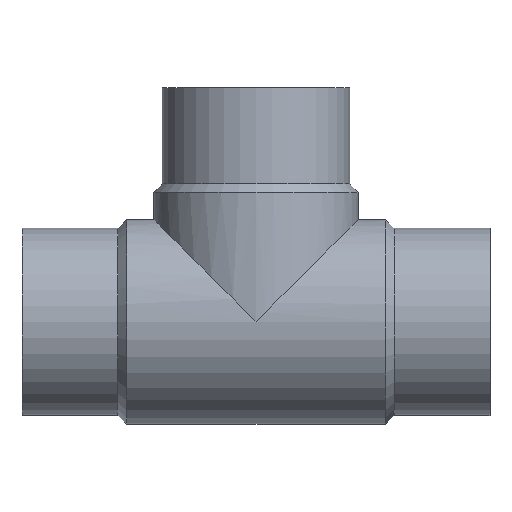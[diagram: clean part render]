
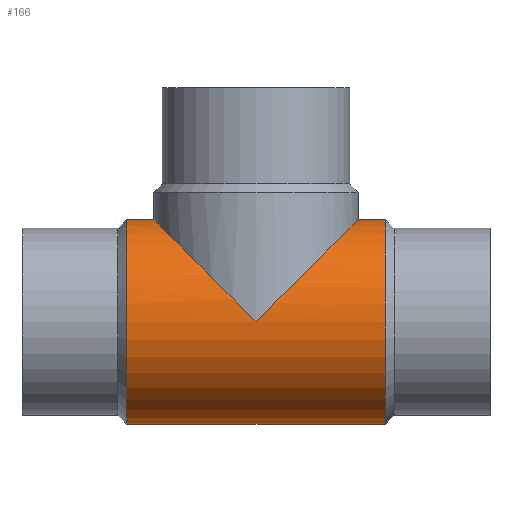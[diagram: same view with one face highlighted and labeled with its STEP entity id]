
A CAD part, top view. The second image highlights one B-rep face of the part: STEP entity #166.
In plain terms, the highlighted cylindrical face has radius 21.85 mm (diameter 43.7 mm), a partial arc.
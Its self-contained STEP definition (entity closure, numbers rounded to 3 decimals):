
#146 = VERTEX_POINT( '', #389 );
#166 = ADVANCED_FACE( '', ( #412 ), #413, .T. );
#168 = VERTEX_POINT( '', #415 );
#198 = VERTEX_POINT( '', #447 );
#214 = EDGE_CURVE( '', #306, #290, #465, .T. );
#224 = EDGE_CURVE( '', #290, #146, #476, .T. );
#226 = EDGE_CURVE( '', #354, #168, #478, .T. );
#240 = VERTEX_POINT( '', #493 );
#252 = EDGE_CURVE( '', #240, #354, #506, .T. );
#262 = EDGE_CURVE( '', #198, #306, #516, .T. );
#290 = VERTEX_POINT( '', #547 );
#306 = VERTEX_POINT( '', #565 );
#326 = EDGE_CURVE( '', #198, #168, #591, .T. );
#334 = EDGE_CURVE( '', #146, #240, #600, .T. );
#354 = VERTEX_POINT( '', #620 );
#389 = CARTESIAN_POINT( '', ( -28.15, 21.85, 0. ) );
#412 = FACE_OUTER_BOUND( '', #678, .T. );
#413 = CYLINDRICAL_SURFACE( '', #679, 21.85 );
#415 = CARTESIAN_POINT( '', ( -77.65, 21.85, 0. ) );
#447 = CARTESIAN_POINT( '', ( -77.65, -21.85, 0. ) );
#465 = CIRCLE( '', #751, 21.85 );
#476 = LINE( '', #766, #767 );
#478 = LINE( '', #770, #771 );
#493 = CARTESIAN_POINT( '', ( -50., 0., 21.85 ) );
#506 = ELLIPSE( '', #809, 30.901, 21.85 );
#516 = LINE( '', #824, #825 );
#547 = CARTESIAN_POINT( '', ( -22.35, 21.85, 0. ) );
#565 = CARTESIAN_POINT( '', ( -22.35, -21.85, 0. ) );
#591 = CIRCLE( '', #912, 21.85 );
#600 = ELLIPSE( '', #924, 30.901, 21.85 );
#620 = CARTESIAN_POINT( '', ( -71.85, 21.85, 0. ) );
#678 = EDGE_LOOP( '', ( #1022, #1023, #1024, #1025, #1026, #1027, #1028 ) );
#679 = AXIS2_PLACEMENT_3D( '', #1029, #1030, #1031 );
#751 = AXIS2_PLACEMENT_3D( '', #1088, #1089, #1090 );
#766 = CARTESIAN_POINT( '', ( -50., 21.85, 0. ) );
#767 = VECTOR( '', #1103, 1. );
#770 = CARTESIAN_POINT( '', ( -50., 21.85, 0. ) );
#771 = VECTOR( '', #1104, 1. );
#809 = AXIS2_PLACEMENT_3D( '', #1134, #1135, #1136 );
#824 = CARTESIAN_POINT( '', ( -50., -21.85, 0. ) );
#825 = VECTOR( '', #1144, 1. );
#912 = AXIS2_PLACEMENT_3D( '', #1244, #1245, #1246 );
#924 = AXIS2_PLACEMENT_3D( '', #1256, #1257, #1258 );
#1022 = ORIENTED_EDGE( '', *, *, #224, .T. );
#1023 = ORIENTED_EDGE( '', *, *, #334, .T. );
#1024 = ORIENTED_EDGE( '', *, *, #252, .T. );
#1025 = ORIENTED_EDGE( '', *, *, #226, .T. );
#1026 = ORIENTED_EDGE( '', *, *, #326, .F. );
#1027 = ORIENTED_EDGE( '', *, *, #262, .T. );
#1028 = ORIENTED_EDGE( '', *, *, #214, .T. );
#1029 = CARTESIAN_POINT( '', ( -50., 0., 0. ) );
#1030 = DIRECTION( '', ( 1., 0., 0. ) );
#1031 = DIRECTION( '', ( 0., 1., 0. ) );
#1088 = CARTESIAN_POINT( '', ( -22.35, 0., 0. ) );
#1089 = DIRECTION( '', ( -1., 0., 0. ) );
#1090 = DIRECTION( '', ( 0., 1., 0. ) );
#1103 = DIRECTION( '', ( -1., 0., 0. ) );
#1104 = DIRECTION( '', ( -1., 0., 0. ) );
#1134 = CARTESIAN_POINT( '', ( -50., 0., 0. ) );
#1135 = DIRECTION( '', ( -0.707, -0.707, 0. ) );
#1136 = DIRECTION( '', ( 0.707, -0.707, 0. ) );
#1144 = DIRECTION( '', ( 1., 0., 0. ) );
#1244 = CARTESIAN_POINT( '', ( -77.65, 0., 0. ) );
#1245 = DIRECTION( '', ( -1., 0., 0. ) );
#1246 = DIRECTION( '', ( 0., 1., 0. ) );
#1256 = CARTESIAN_POINT( '', ( -50., 0., 0. ) );
#1257 = DIRECTION( '', ( 0.707, -0.707, 0. ) );
#1258 = DIRECTION( '', ( 0.707, 0.707, 0. ) );
